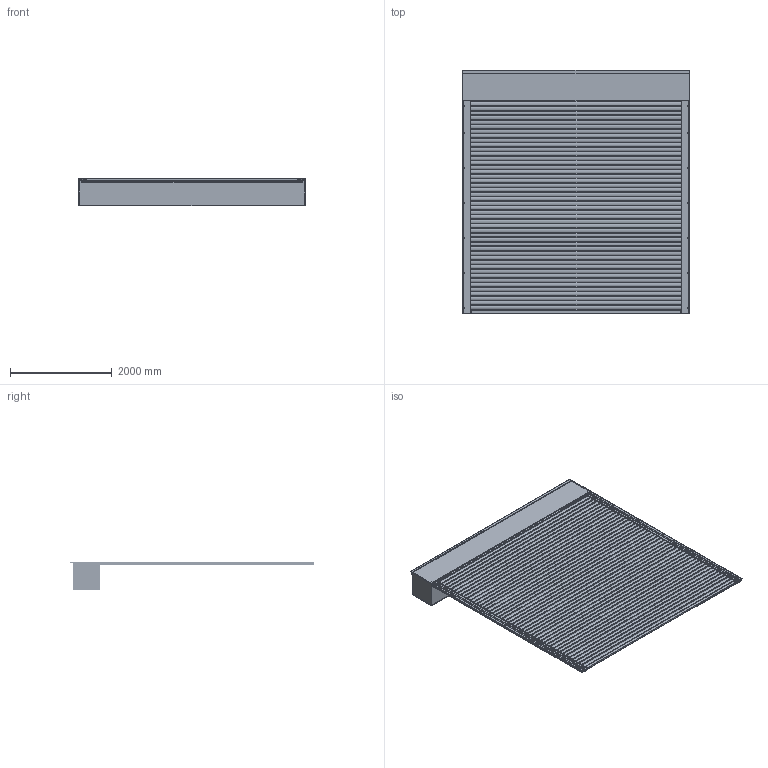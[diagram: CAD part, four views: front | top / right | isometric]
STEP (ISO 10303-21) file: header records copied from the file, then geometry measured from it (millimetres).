
FILE_DESCRIPTION(('FreeCAD Model'),'2;1');
FILE_NAME('Open CASCADE Shape Model','2025-05-01T09:59:09',('FreeCAD'),( 'FreeCAD'),'Open CASCADE STEP processor 7.6','FreeCAD','Unknown');
FILE_SCHEMA(('AUTOMOTIVE_DESIGN { 1 0 10303 214 1 1 1 1 }'));
Products named in the file (1): Open CASCADE STEP translator 7.6 1
Bounding box: 4436.27 x 4779.58 x 533.11 mm (x, y, z)
Volume: 223967221.5 mm3; surface area: 103403347.6 mm2
Topology: 65 solids, 65 shells, 2490 faces, 7067 edges, 4710 vertices
Faces by surface type: bspline 2490
Entity records: 76896 total; most frequent: CARTESIAN_POINT 38659, ORIENTED_EDGE 14134, EDGE_CURVE 7067, VERTEX_POINT 4710, B_SPLINE_CURVE_WITH_KNOTS 3789, FACE_BOUND 2525, EDGE_LOOP 2525, ADVANCED_FACE 2490
